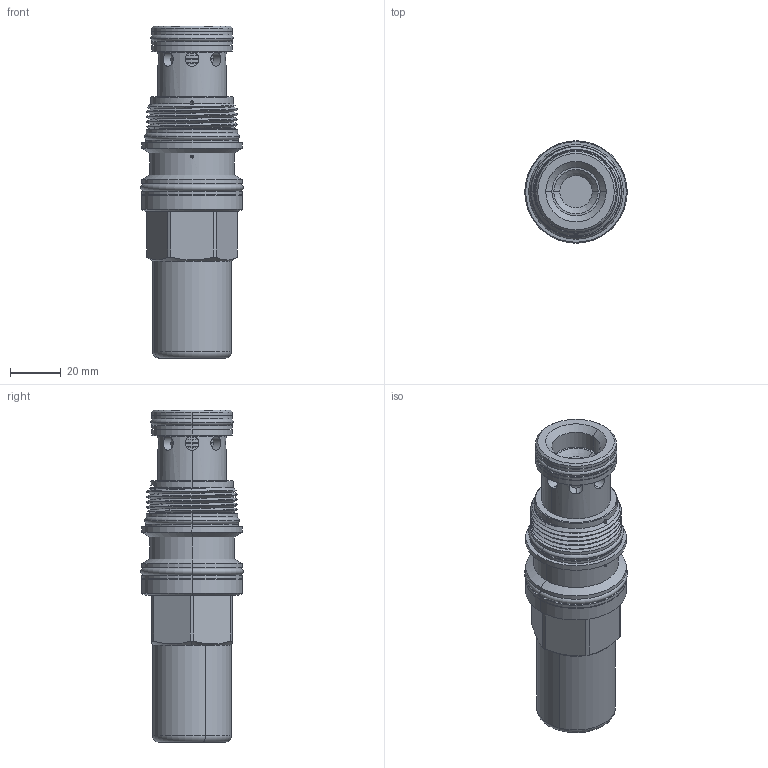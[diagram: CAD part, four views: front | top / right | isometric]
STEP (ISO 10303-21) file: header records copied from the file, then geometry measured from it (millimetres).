
FILE_DESCRIPTION (( 'STEP AP203' ), '1' );
FILE_NAME ('RV17A3B-C.STEP', '2020-03-24T06:43:28', ( '' ), ( '' ), 'SwSTEP 2.0', 'SolidWorks 2018', '' );
FILE_SCHEMA (( 'CONFIG_CONTROL_DESIGN' ));
Length unit declared in the file: millimetre
Products named in the file (1): RV17A3B-C
Bounding box: 40.39 x 40.39 x 130.91 mm (x, y, z)
Volume: 93270.5 mm3; surface area: 32084.4 mm2
Topology: 8 solids, 8 shells, 371 faces, 960 edges, 582 vertices
Faces by surface type: cylinder 203, plane 75, torus 45, cone 39, bspline 9
Entity records: 19640 total; most frequent: CARTESIAN_POINT 10812, ORIENTED_EDGE 1916, DIRECTION 1802, EDGE_CURVE 958, AXIS2_PLACEMENT_3D 772, VERTEX_POINT 582, EDGE_LOOP 410, CIRCLE 409
